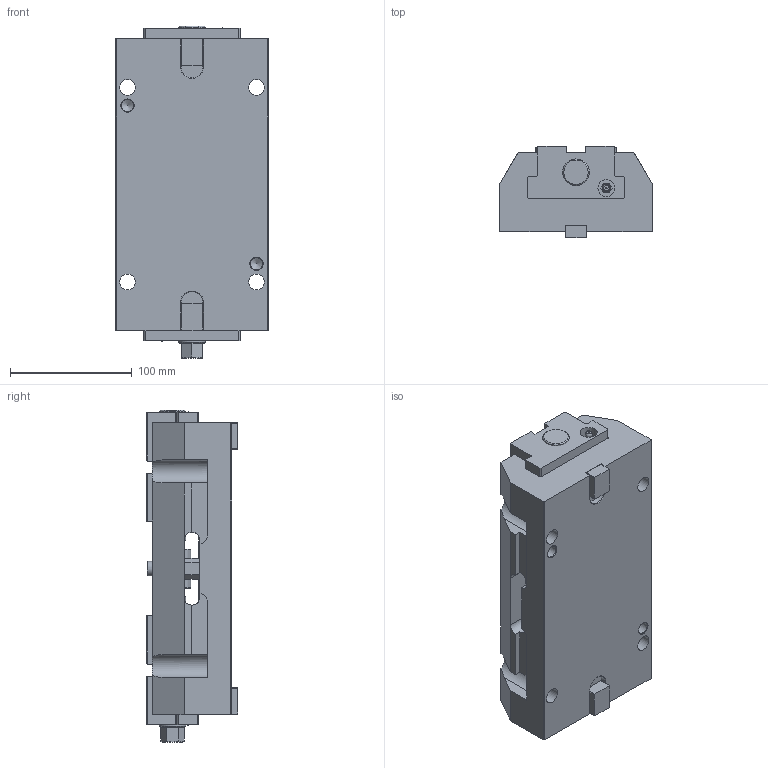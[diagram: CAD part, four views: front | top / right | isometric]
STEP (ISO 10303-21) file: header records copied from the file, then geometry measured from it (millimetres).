
FILE_DESCRIPTION(/* description */ (''),/* implementation_level */ '2;1');
FILE_NAME(/* name */ 'MZS 125-1 - CP.stp',/* time_stamp */ '2019-11-18T12:09:14+01:00',/* author */ ('Tecnico'),/* organization */ (''),/* preprocessor_version */ 'ST-DEVELOPER v17',/* originating_system */ 'Autodesk Inventor 2019',/* authorisation */ '');
FILE_SCHEMA (('AUTOMOTIVE_DESIGN { 1 0 10303 214 3 1 1 }'));
Length unit declared in the file: millimetre
Products named in the file (7): MZS 125_1; Vite; Corpo; Tassello centrale; Griffa; Chiavetta; Boccola
Assembly tree (9 placements, depth 2):
  MZS 125_1
    Griffa  x2
    Boccola  x2
    Vite
    Corpo
    Tassello centrale
    Chiavetta  x2
Bounding box: 125 x 75 x 273 mm (x, y, z)
Volume: 1687391 mm3; surface area: 244083.4 mm2
Topology: 9 solids, 9 shells, 370 faces, 1059 edges, 716 vertices
Faces by surface type: plane 248, cylinder 70, cone 34, torus 14, sphere 4
Full cylindrical faces by diameter (mm): 6.8 x2, 8 x2, 8.5 x8, 10 x2, 12 x4, 13 x4, 14 x2, 19 x3, 20 x2, 22 x2, 30 x2
Entity records: 9779 total; most frequent: CARTESIAN_POINT 1779, DIRECTION 1644, ORIENTED_EDGE 1630, EDGE_CURVE 815, VERTEX_POINT 558, LINE 550, VECTOR 550, AXIS2_PLACEMENT_3D 547
